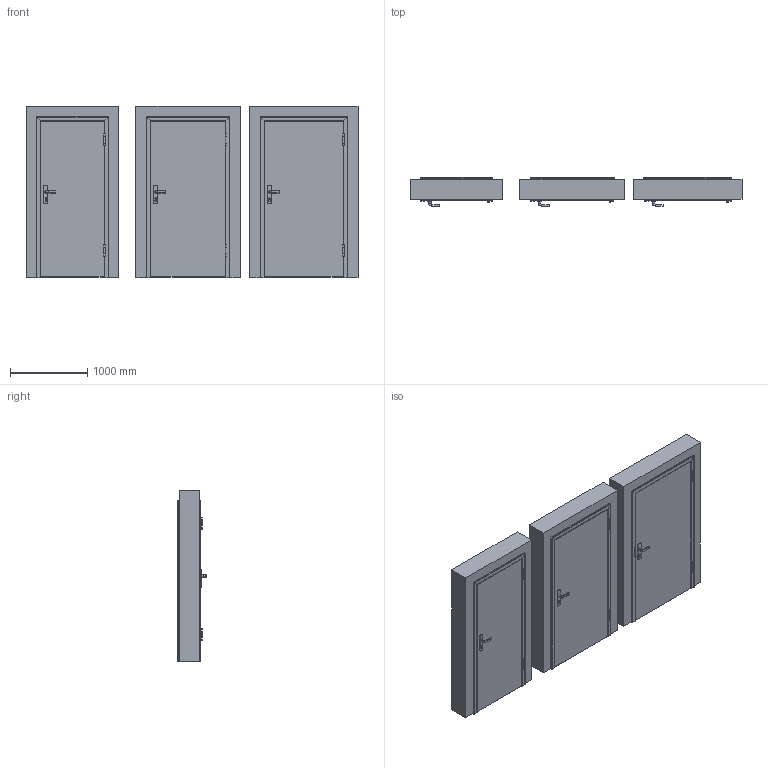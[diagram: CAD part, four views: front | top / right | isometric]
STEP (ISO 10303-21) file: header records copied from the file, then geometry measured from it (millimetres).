
FILE_DESCRIPTION(/* description */ (''),/* implementation_level */ '2;1');
FILE_NAME(/* name */ '050069_A_2-Drzwi akustyczne SILENCE 37dB na ościeżnicy Projekt Premium..stp',/* time_stamp */ '2024-05-24T14:23:27+02:00',/* author */ (''),/* organization */ (''),/* preprocessor_version */ 'ST-DEVELOPER v16',/* originating_system */ 'SIEMENS PLM Software NX 11.0',/* authorisation */ '');
FILE_SCHEMA (('AUTOMOTIVE_DESIGN { 1 0 10303 214 3 1 1 1 }'));
Products named in the file (1): bkni4630B027zdt8
Bounding box: 4305 x 368.75 x 2220 mm (x, y, z)
Volume: 1008124250.7 mm3; surface area: 65666241.2 mm2
Topology: 231 solids, 231 shells, 7152 faces, 19098 edges, 12411 vertices
Faces by surface type: plane 4581, cylinder 1518, bspline 786, torus 162, cone 69, revolution 24, sphere 12
Full cylindrical faces by diameter (mm): 4 x3, 6 x30, 6.072 x24, 7.4 x24, 7.8 x12, 8 x18, 8.2 x12, 9.8 x12, 10 x12, 10.2 x12, 11 x18, 11.8 x12, 13 x18, 15.5 x12, 17 x3, 18 x6, 19 x12, 20.5 x24, 30 x6
Entity records: 234290 total; most frequent: CARTESIAN_POINT 58966, ORIENTED_EDGE 36648, DIRECTION 33659, EDGE_CURVE 18324, LINE 13263, VECTOR 13263, VERTEX_POINT 12168, AXIS2_PLACEMENT_3D 10186
